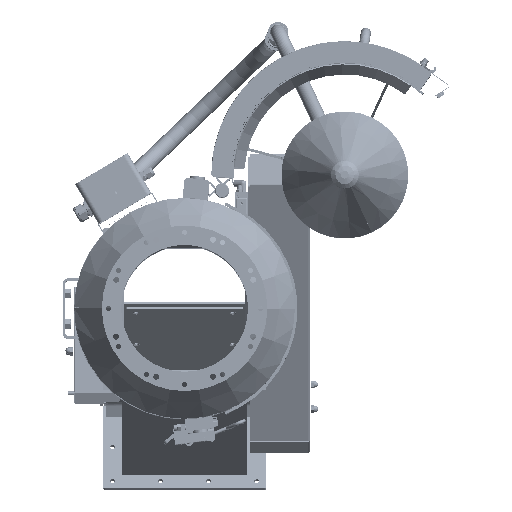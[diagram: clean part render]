
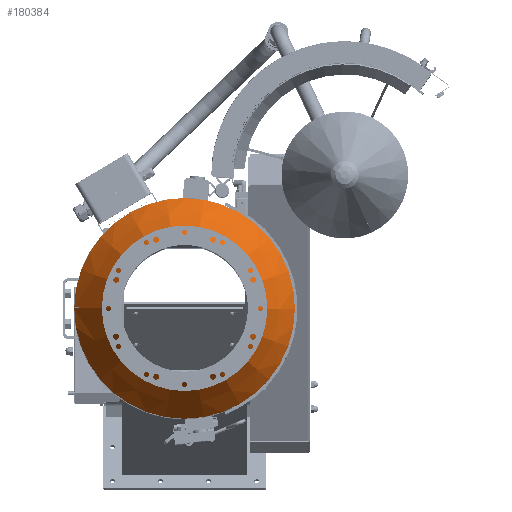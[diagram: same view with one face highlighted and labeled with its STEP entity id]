
A CAD part, top view. The second image highlights one B-rep face of the part: STEP entity #180384.
In plain terms, the highlighted conical face has half-angle 35.717 degrees and reference radius 172.112 mm.
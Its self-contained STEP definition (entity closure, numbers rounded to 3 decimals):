
#19782=LINE($,#308276,#35294);
#19785=LINE($,#308283,#35297);
#35294=VECTOR($,#231223,154.983);
#35297=VECTOR($,#231228,154.983);
#56023=FACE_OUTER_BOUND($,#67654,.T.);
#67654=EDGE_LOOP($,(#156971,#156972,#156973,#156974));
#72507=CIRCLE($,#192718,126.874);
#72508=CIRCLE($,#192720,217.35);
#87734=VERTEX_POINT($,#308270);
#87736=VERTEX_POINT($,#308274);
#87738=VERTEX_POINT($,#308280);
#87739=VERTEX_POINT($,#308282);
#110959=EDGE_CURVE($,#87734,#87736,#19782,.T.);
#110962=EDGE_CURVE($,#87739,#87738,#19785,.T.);
#110967=EDGE_CURVE($,#87739,#87736,#72507,.T.);
#110968=EDGE_CURVE($,#87738,#87734,#72508,.T.);
#156971=ORIENTED_EDGE($,*,*,#110959,.T.);
#156972=ORIENTED_EDGE($,*,*,#110967,.F.);
#156973=ORIENTED_EDGE($,*,*,#110962,.T.);
#156974=ORIENTED_EDGE($,*,*,#110968,.T.);
#161874=CONICAL_SURFACE($,#192719,172.112,35.717);
#180384=ADVANCED_FACE($,(#56023),#161874,.T.);
#192718=AXIS2_PLACEMENT_3D($,#308290,#231240,#231241);
#192719=AXIS2_PLACEMENT_3D($,#308291,#231242,#231243);
#192720=AXIS2_PLACEMENT_3D($,#308292,#231244,#231245);
#231223=DIRECTION($,(0.584,-0.005,0.812));
#231228=DIRECTION($,(-0.584,0.,-0.812));
#231240=DIRECTION('center_axis',(0.,0.,
1.));
#231241=DIRECTION('ref_axis',(-1.,0.,0.));
#231242=DIRECTION('center_axis',(0.,0.,
-1.));
#231243=DIRECTION('ref_axis',(-1.,0.,0.));
#231244=DIRECTION('center_axis',(0.,0.,
1.));
#231245=DIRECTION('ref_axis',(-1.,0.,0.));
#308270=CARTESIAN_POINT('',(-217.342,1.897,681.168));
#308274=CARTESIAN_POINT('',(-126.869,1.107,807.));
#308276=CARTESIAN_POINT($,(-217.342,1.897,681.168));
#308280=CARTESIAN_POINT('',(-217.35,0.,681.168));
#308282=CARTESIAN_POINT('',(-126.874,0.,807.));
#308283=CARTESIAN_POINT($,(-126.874,0.,807.));
#308290=CARTESIAN_POINT('Origin',(0.,0.,
807.));
#308291=CARTESIAN_POINT('Origin',(0.,0.,
744.084));
#308292=CARTESIAN_POINT('Origin',(0.,0.,
681.168));
